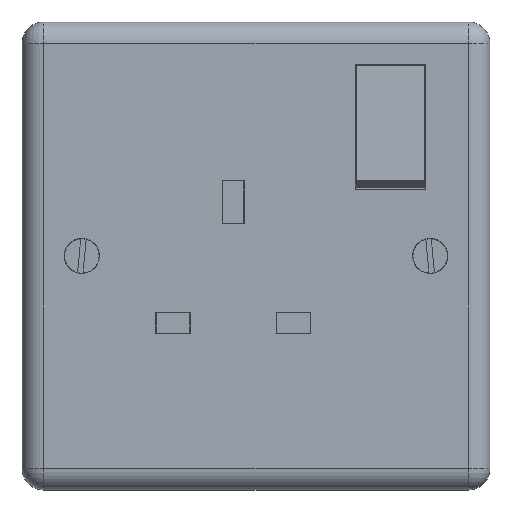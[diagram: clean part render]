
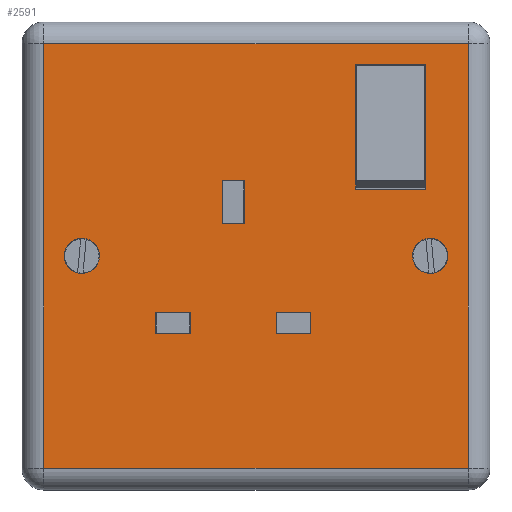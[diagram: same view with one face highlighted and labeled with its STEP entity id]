
A CAD part, top view. The second image highlights one B-rep face of the part: STEP entity #2591.
In plain terms, the highlighted planar face has unit normal (0, 0, 1).
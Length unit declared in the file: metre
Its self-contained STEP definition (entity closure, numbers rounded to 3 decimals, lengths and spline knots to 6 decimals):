
#88=LINE('',#3938,#335);
#91=LINE('',#3944,#338);
#94=LINE('',#3950,#341);
#96=LINE('',#3953,#343);
#97=LINE('',#3955,#344);
#98=LINE('',#3958,#345);
#99=LINE('',#3960,#346);
#100=LINE('',#3962,#347);
#101=LINE('',#3967,#348);
#102=LINE('',#3970,#349);
#103=LINE('',#3972,#350);
#104=LINE('',#3974,#351);
#105=LINE('',#3975,#352);
#106=LINE('',#3978,#353);
#107=LINE('',#3980,#354);
#108=LINE('',#3982,#355);
#109=LINE('',#3983,#356);
#110=LINE('',#3986,#357);
#111=LINE('',#3988,#358);
#112=LINE('',#3990,#359);
#335=VECTOR('',#3114,1.);
#338=VECTOR('',#3119,1.);
#341=VECTOR('',#3124,1.);
#343=VECTOR('',#3128,1.);
#344=VECTOR('',#3131,1.);
#345=VECTOR('',#3132,1.);
#346=VECTOR('',#3133,1.);
#347=VECTOR('',#3134,1.);
#348=VECTOR('',#3139,1.);
#349=VECTOR('',#3140,1.);
#350=VECTOR('',#3141,1.);
#351=VECTOR('',#3142,1.);
#352=VECTOR('',#3143,1.);
#353=VECTOR('',#3144,1.);
#354=VECTOR('',#3145,1.);
#355=VECTOR('',#3146,1.);
#356=VECTOR('',#3147,1.);
#357=VECTOR('',#3148,1.);
#358=VECTOR('',#3149,1.);
#359=VECTOR('',#3150,1.);
#616=ORIENTED_EDGE('',*,*,#1346,.T.);
#617=ORIENTED_EDGE('',*,*,#1347,.T.);
#618=ORIENTED_EDGE('',*,*,#1348,.T.);
#619=ORIENTED_EDGE('',*,*,#1349,.T.);
#620=ORIENTED_EDGE('',*,*,#1350,.F.);
#621=ORIENTED_EDGE('',*,*,#1351,.F.);
#622=ORIENTED_EDGE('',*,*,#1352,.F.);
#623=ORIENTED_EDGE('',*,*,#1353,.T.);
#624=ORIENTED_EDGE('',*,*,#1354,.T.);
#625=ORIENTED_EDGE('',*,*,#1355,.F.);
#626=ORIENTED_EDGE('',*,*,#1356,.F.);
#627=ORIENTED_EDGE('',*,*,#1357,.T.);
#628=ORIENTED_EDGE('',*,*,#1358,.T.);
#629=ORIENTED_EDGE('',*,*,#1359,.F.);
#630=ORIENTED_EDGE('',*,*,#1360,.F.);
#631=ORIENTED_EDGE('',*,*,#1361,.T.);
#632=ORIENTED_EDGE('',*,*,#1362,.T.);
#633=ORIENTED_EDGE('',*,*,#1363,.F.);
#634=ORIENTED_EDGE('',*,*,#1343,.T.);
#635=ORIENTED_EDGE('',*,*,#1345,.T.);
#636=ORIENTED_EDGE('',*,*,#1337,.F.);
#637=ORIENTED_EDGE('',*,*,#1340,.F.);
#1337=EDGE_CURVE('',#1704,#1702,#88,.T.);
#1340=EDGE_CURVE('',#1706,#1704,#91,.T.);
#1343=EDGE_CURVE('',#1706,#1708,#94,.T.);
#1345=EDGE_CURVE('',#1708,#1702,#96,.T.);
#1346=EDGE_CURVE('',#1709,#1710,#97,.F.);
#1347=EDGE_CURVE('',#1710,#1711,#98,.T.);
#1348=EDGE_CURVE('',#1711,#1712,#99,.T.);
#1349=EDGE_CURVE('',#1712,#1709,#100,.F.);
#1350=EDGE_CURVE('',#1713,#1713,#1945,.T.);
#1351=EDGE_CURVE('',#1714,#1714,#1946,.T.);
#1352=EDGE_CURVE('',#1715,#1716,#101,.T.);
#1353=EDGE_CURVE('',#1715,#1717,#102,.T.);
#1354=EDGE_CURVE('',#1717,#1718,#103,.T.);
#1355=EDGE_CURVE('',#1716,#1718,#104,.T.);
#1356=EDGE_CURVE('',#1719,#1720,#105,.T.);
#1357=EDGE_CURVE('',#1719,#1721,#106,.T.);
#1358=EDGE_CURVE('',#1721,#1722,#107,.T.);
#1359=EDGE_CURVE('',#1720,#1722,#108,.T.);
#1360=EDGE_CURVE('',#1723,#1724,#109,.T.);
#1361=EDGE_CURVE('',#1723,#1725,#110,.T.);
#1362=EDGE_CURVE('',#1725,#1726,#111,.T.);
#1363=EDGE_CURVE('',#1724,#1726,#112,.T.);
#1702=VERTEX_POINT('',#3933);
#1704=VERTEX_POINT('',#3937);
#1706=VERTEX_POINT('',#3943);
#1708=VERTEX_POINT('',#3949);
#1709=VERTEX_POINT('',#3956);
#1710=VERTEX_POINT('',#3957);
#1711=VERTEX_POINT('',#3959);
#1712=VERTEX_POINT('',#3961);
#1713=VERTEX_POINT('',#3964);
#1714=VERTEX_POINT('',#3966);
#1715=VERTEX_POINT('',#3968);
#1716=VERTEX_POINT('',#3969);
#1717=VERTEX_POINT('',#3971);
#1718=VERTEX_POINT('',#3973);
#1719=VERTEX_POINT('',#3976);
#1720=VERTEX_POINT('',#3977);
#1721=VERTEX_POINT('',#3979);
#1722=VERTEX_POINT('',#3981);
#1723=VERTEX_POINT('',#3984);
#1724=VERTEX_POINT('',#3985);
#1725=VERTEX_POINT('',#3987);
#1726=VERTEX_POINT('',#3989);
#1945=CIRCLE('',#2798,0.00325);
#1946=CIRCLE('',#2799,0.00325);
#2061=EDGE_LOOP('',(#616,#617,#618,#619));
#2062=EDGE_LOOP('',(#620));
#2063=EDGE_LOOP('',(#621));
#2064=EDGE_LOOP('',(#622,#623,#624,#625));
#2065=EDGE_LOOP('',(#626,#627,#628,#629));
#2066=EDGE_LOOP('',(#630,#631,#632,#633));
#2067=EDGE_LOOP('',(#634,#635,#636,#637));
#2282=FACE_BOUND('',#2061,.T.);
#2283=FACE_BOUND('',#2062,.T.);
#2284=FACE_BOUND('',#2063,.T.);
#2285=FACE_BOUND('',#2064,.T.);
#2286=FACE_BOUND('',#2065,.T.);
#2287=FACE_BOUND('',#2066,.T.);
#2288=FACE_BOUND('',#2067,.T.);
#2491=PLANE('',#2797);
#2591=ADVANCED_FACE('',(#2282,#2283,#2284,#2285,#2286,#2287,#2288),#2491,
 .T.);
#2797=AXIS2_PLACEMENT_3D('',#3954,#3129,#3130);
#2798=AXIS2_PLACEMENT_3D('',#3963,#3135,#3136);
#2799=AXIS2_PLACEMENT_3D('',#3965,#3137,#3138);
#3114=DIRECTION('',(1.,0.,0.));
#3119=DIRECTION('',(0.,-1.,0.));
#3124=DIRECTION('',(1.,0.,0.));
#3128=DIRECTION('',(0.,-1.,0.));
#3129=DIRECTION('',(0.,0.,1.));
#3130=DIRECTION('',(1.,0.,0.));
#3131=DIRECTION('',(0.,1.,0.));
#3132=DIRECTION('',(1.,0.,0.));
#3133=DIRECTION('',(0.,1.,0.));
#3134=DIRECTION('',(1.,0.,0.));
#3135=DIRECTION('',(0.,0.,1.));
#3136=DIRECTION('',(1.,0.,0.));
#3137=DIRECTION('',(0.,0.,1.));
#3138=DIRECTION('',(1.,0.,0.));
#3139=DIRECTION('',(0.,-1.,0.));
#3140=DIRECTION('',(1.,0.,0.));
#3141=DIRECTION('',(0.,-1.,0.));
#3142=DIRECTION('',(1.,0.,0.));
#3143=DIRECTION('',(1.,0.,0.));
#3144=DIRECTION('',(0.,1.,0.));
#3145=DIRECTION('',(1.,0.,0.));
#3146=DIRECTION('',(0.,1.,0.));
#3147=DIRECTION('',(0.,-1.,0.));
#3148=DIRECTION('',(1.,0.,0.));
#3149=DIRECTION('',(0.,-1.,0.));
#3150=DIRECTION('',(1.,0.,0.));
#3933=CARTESIAN_POINT('',(0.0312,0.0123,0.));
#3937=CARTESIAN_POINT('',(0.0183,0.0123,0.));
#3938=CARTESIAN_POINT('',(0.02475,0.0123,0.));
#3943=CARTESIAN_POINT('',(0.0183,0.0352,0.));
#3944=CARTESIAN_POINT('',(0.0183,0.02375,0.));
#3949=CARTESIAN_POINT('',(0.0312,0.0352,0.));
#3950=CARTESIAN_POINT('',(0.02475,0.0352,0.));
#3953=CARTESIAN_POINT('',(0.0312,0.02375,0.));
#3954=CARTESIAN_POINT('',(0.,0.,0.));
#3955=CARTESIAN_POINT('',(-0.039,-0.043,0.));
#3956=CARTESIAN_POINT('',(-0.039,0.039,0.));
#3957=CARTESIAN_POINT('',(-0.039,-0.039,0.));
#3958=CARTESIAN_POINT('',(0.,-0.039,0.));
#3959=CARTESIAN_POINT('',(0.039,-0.039,0.));
#3960=CARTESIAN_POINT('',(0.039,0.,0.));
#3961=CARTESIAN_POINT('',(0.039,0.039,0.));
#3962=CARTESIAN_POINT('',(-0.043,0.039,0.));
#3963=CARTESIAN_POINT('',(-0.032,0.,0.));
#3964=CARTESIAN_POINT('',(-0.02875,0.,0.));
#3965=CARTESIAN_POINT('',(0.032,0.,0.));
#3966=CARTESIAN_POINT('',(0.03525,0.,0.));
#3967=CARTESIAN_POINT('',(0.003751,-0.012305,0.));
#3968=CARTESIAN_POINT('',(0.003751,-0.010305,0.));
#3969=CARTESIAN_POINT('',(0.003751,-0.014305,0.));
#3970=CARTESIAN_POINT('',(0.006926,-0.010305,0.));
#3971=CARTESIAN_POINT('',(0.010101,-0.010305,0.));
#3972=CARTESIAN_POINT('',(0.010101,-0.012305,0.));
#3973=CARTESIAN_POINT('',(0.010101,-0.014305,0.));
#3974=CARTESIAN_POINT('',(0.006926,-0.014305,0.));
#3975=CARTESIAN_POINT('',(-0.015274,-0.014305,0.));
#3976=CARTESIAN_POINT('',(-0.018449,-0.014305,0.));
#3977=CARTESIAN_POINT('',(-0.012099,-0.014305,0.));
#3978=CARTESIAN_POINT('',(-0.018449,-0.012305,0.));
#3979=CARTESIAN_POINT('',(-0.018449,-0.010305,0.));
#3980=CARTESIAN_POINT('',(-0.015274,-0.010305,0.));
#3981=CARTESIAN_POINT('',(-0.012099,-0.010305,0.));
#3982=CARTESIAN_POINT('',(-0.012099,-0.012305,0.));
#3983=CARTESIAN_POINT('',(-0.006174,0.009895,0.));
#3984=CARTESIAN_POINT('',(-0.006174,0.013895,0.));
#3985=CARTESIAN_POINT('',(-0.006174,0.005895,0.));
#3986=CARTESIAN_POINT('',(-0.004174,0.013895,0.));
#3987=CARTESIAN_POINT('',(-0.002174,0.013895,0.));
#3988=CARTESIAN_POINT('',(-0.002174,0.009895,0.));
#3989=CARTESIAN_POINT('',(-0.002174,0.005895,0.));
#3990=CARTESIAN_POINT('',(-0.004174,0.005895,0.));
